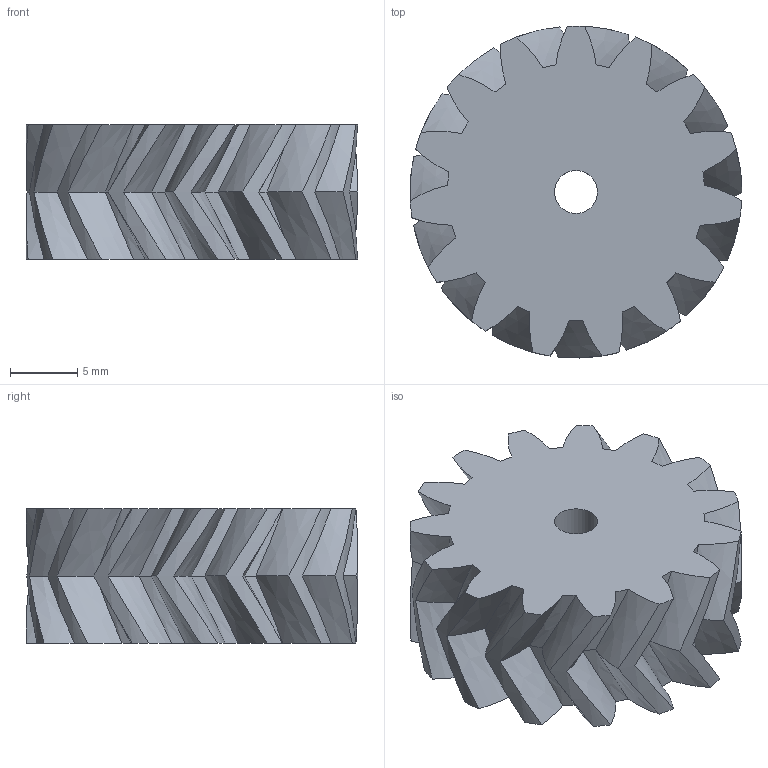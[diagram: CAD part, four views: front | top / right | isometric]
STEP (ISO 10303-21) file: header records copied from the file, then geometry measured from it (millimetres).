
FILE_DESCRIPTION(/* description */ (''),/* implementation_level */ '2;1');
FILE_NAME(/* name */ 'Spur Gear11.ipt.step',/* time_stamp */ '2024-02-28T22:19:22-06:00',/* author */ ('smz3rm'),/* organization */ (''),/* preprocessor_version */ 'ST-DEVELOPER v18',/* originating_system */ 'Autodesk Inventor 2020',/* authorisation */ '');
FILE_SCHEMA (('AUTOMOTIVE_DESIGN { 1 0 10303 214 3 1 1 }'));
Length unit declared in the file: millimetre
Products named in the file (1): Spur Gear1
Bounding box: 24.66 x 24.66 x 10 mm (x, y, z)
Volume: 3758.3 mm3; surface area: 2222.9 mm2
Topology: 1 solids, 1 shells, 108 faces, 289 edges, 183 vertices
Faces by surface type: bspline 90, cylinder 16, plane 2
Full cylindrical faces by diameter (mm): 3.2 x1
Entity records: 4704 total; most frequent: CARTESIAN_POINT 2726, ORIENTED_EDGE 578, EDGE_CURVE 289, B_SPLINE_CURVE_WITH_KNOTS 255, VERTEX_POINT 183, EDGE_LOOP 110, FACE_OUTER_BOUND 108, ADVANCED_FACE 108
